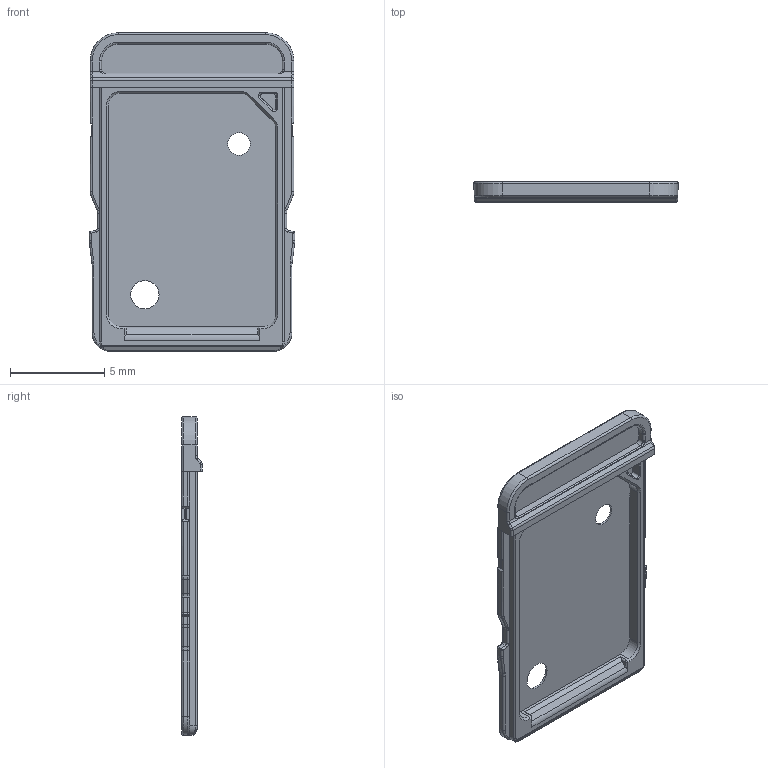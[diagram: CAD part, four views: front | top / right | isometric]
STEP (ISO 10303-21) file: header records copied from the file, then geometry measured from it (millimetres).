
FILE_DESCRIPTION (( 'STEP AP203' ), '1' );
FILE_NAME ('1.38¿¨ÍÐPZ.STEP', '2022-05-16T01:59:24', ( 'Admin' ), ( 'Microsoft' ), 'SwSTEP 2.0', 'SolidWorks 2018', '' );
FILE_SCHEMA (( 'CONFIG_CONTROL_DESIGN' ));
Length unit declared in the file: millimetre
Products named in the file (4): 卡托卡身塑胶_普通规格; PZ縐簽_MS縐簽; 1.38縐迖PZ; NS004 卡托钢片_裁切后
Assembly tree (3 placements, depth 2):
  1.38縐迖PZ
    NS004 卡托钢片_裁切后
    卡托卡身塑胶_普通规格
    PZ縐簽_MS縐簽
Bounding box: 10.9 x 1.1 x 16.9 mm (x, y, z)
Volume: 57.9 mm3; surface area: 573.8 mm2
Topology: 3 solids, 3 shells, 550 faces, 1435 edges, 870 vertices
Faces by surface type: plane 267, cylinder 222, torus 36, cone 13, bspline 10, sphere 2
Entity records: 17695 total; most frequent: CARTESIAN_POINT 3657, DIRECTION 2929, ORIENTED_EDGE 2866, EDGE_CURVE 1433, AXIS2_PLACEMENT_3D 1024, VECTOR 881, LINE 881, VERTEX_POINT 870
